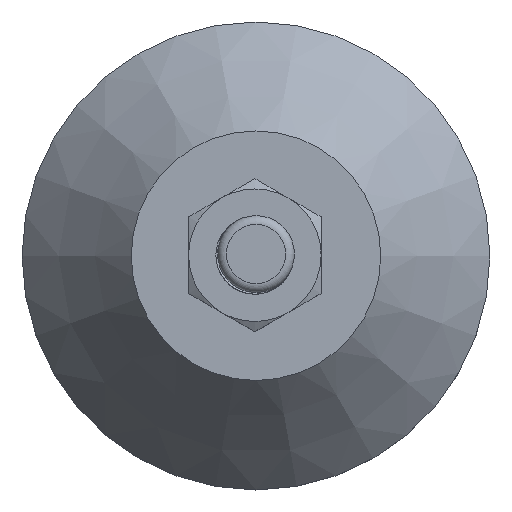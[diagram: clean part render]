
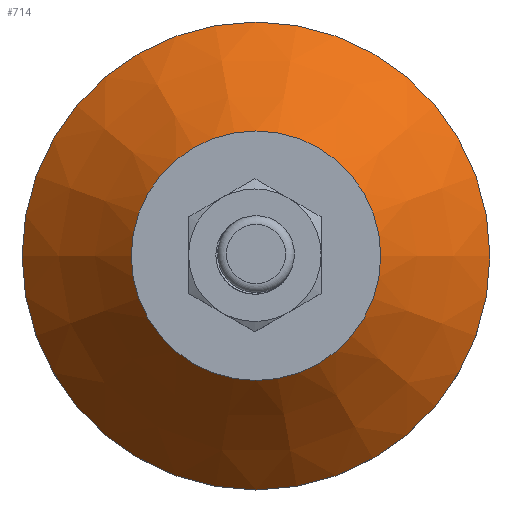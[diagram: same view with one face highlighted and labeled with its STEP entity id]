
A CAD part, top view. The second image highlights one B-rep face of the part: STEP entity #714.
In plain terms, the highlighted conical face has half-angle 40 degrees and reference radius 23 mm.
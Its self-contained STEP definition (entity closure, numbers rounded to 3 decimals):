
#122=FACE_OUTER_BOUND('',#174,.T.);
#174=EDGE_LOOP('',(#618,#619,#620,#621));
#210=CIRCLE('',#800,16.);
#211=CIRCLE('',#801,30.);
#260=LINE('',#2803,#282);
#282=VECTOR('',#956,23.);
#338=VERTEX_POINT('',#2800);
#339=VERTEX_POINT('',#2802);
#433=EDGE_CURVE('',#338,#338,#210,.T.);
#434=EDGE_CURVE('',#338,#339,#260,.T.);
#435=EDGE_CURVE('',#339,#339,#211,.T.);
#618=ORIENTED_EDGE('',*,*,#433,.T.);
#619=ORIENTED_EDGE('',*,*,#434,.T.);
#620=ORIENTED_EDGE('',*,*,#435,.T.);
#621=ORIENTED_EDGE('',*,*,#434,.F.);
#676=CONICAL_SURFACE('',#799,23.,0.698);
#714=ADVANCED_FACE('',(#122),#676,.T.);
#799=AXIS2_PLACEMENT_3D('',#2799,#952,#953);
#800=AXIS2_PLACEMENT_3D('',#2801,#954,#955);
#801=AXIS2_PLACEMENT_3D('',#2804,#957,#958);
#952=DIRECTION('center_axis',(0.,0.,-1.));
#953=DIRECTION('ref_axis',(1.,0.,0.));
#954=DIRECTION('center_axis',(0.,0.,-1.));
#955=DIRECTION('ref_axis',(1.,0.,0.));
#956=DIRECTION('',(-0.643,0.,-0.766));
#957=DIRECTION('center_axis',(0.,0.,1.));
#958=DIRECTION('ref_axis',(1.,0.,0.));
#2799=CARTESIAN_POINT('Origin',(-21.542,-30.,-9.726));
#2800=CARTESIAN_POINT('',(-37.542,-30.,-1.384));
#2801=CARTESIAN_POINT('Origin',(-21.542,-30.,-1.384));
#2802=CARTESIAN_POINT('',(-51.542,-30.,-18.068));
#2803=CARTESIAN_POINT('',(-44.542,-30.,-9.726));
#2804=CARTESIAN_POINT('Origin',(-21.542,-30.,-18.068));
